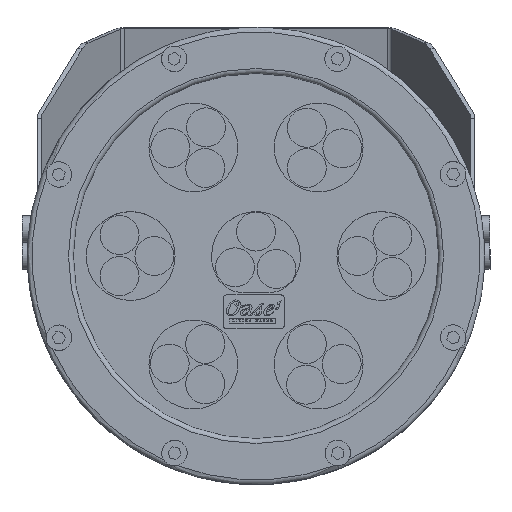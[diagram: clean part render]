
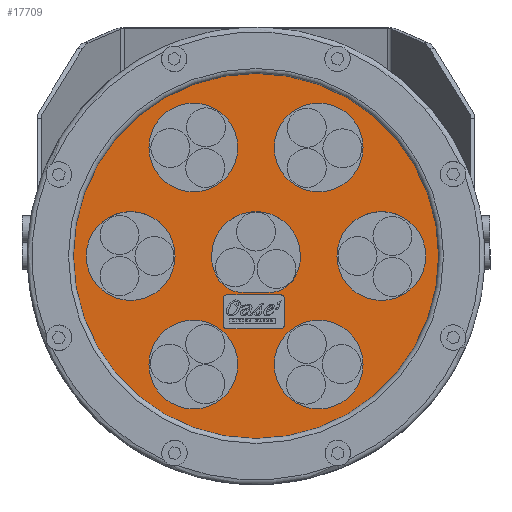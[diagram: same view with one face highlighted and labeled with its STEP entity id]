
A CAD part, top view. The second image highlights one B-rep face of the part: STEP entity #17709.
In plain terms, the highlighted planar face has unit normal (0, 0, 1).
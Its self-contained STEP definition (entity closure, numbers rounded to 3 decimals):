
#1245=LINE($,#26067,#2964);
#1248=LINE($,#26075,#2967);
#1270=LINE($,#26364,#2989);
#1272=LINE($,#26370,#2991);
#1544=LINE($,#27628,#3263);
#2964=VECTOR($,#20406,22.05);
#2967=VECTOR($,#20415,10.71);
#2989=VECTOR($,#20449,22.05);
#2991=VECTOR($,#20457,10.71);
#3263=VECTOR($,#20933,10.662);
#4662=PLANE($,#18721);
#5286=FACE_BOUND($,#6715,.T.);
#5287=FACE_BOUND($,#6716,.T.);
#5288=FACE_BOUND($,#6717,.T.);
#5289=FACE_BOUND($,#6718,.T.);
#5290=FACE_BOUND($,#6719,.T.);
#5291=FACE_BOUND($,#6720,.T.);
#5292=FACE_BOUND($,#6721,.T.);
#5293=FACE_BOUND($,#6722,.T.);
#5294=FACE_BOUND($,#6723,.T.);
#6715=EDGE_LOOP($,(#13414));
#6716=EDGE_LOOP($,(#13415));
#6717=EDGE_LOOP($,(#13416));
#6718=EDGE_LOOP($,(#13417,#13418,#13419,#13420));
#6719=EDGE_LOOP($,(#13421));
#6720=EDGE_LOOP($,(#13422));
#6721=EDGE_LOOP($,(#13423));
#6722=EDGE_LOOP($,(#13424));
#6723=EDGE_LOOP($,(#13425,#13426,#13427,#13428,#13429,#13430,#13431,#13432));
#7684=CIRCLE($,#18612,1.575);
#7685=CIRCLE($,#18615,1.575);
#7686=CIRCLE($,#18621,1.575);
#7687=CIRCLE($,#18624,1.575);
#7688=CIRCLE($,#18722,18.25);
#7689=CIRCLE($,#18723,18.25);
#7690=CIRCLE($,#18724,18.25);
#7691=CIRCLE($,#18725,12.253);
#7692=CIRCLE($,#18726,18.25);
#7693=CIRCLE($,#18727,12.253);
#7694=CIRCLE($,#18728,18.25);
#7695=CIRCLE($,#18729,18.25);
#7696=CIRCLE($,#18730,18.25);
#7697=CIRCLE($,#18731,75.035);
#8403=VERTEX_POINT($,#26059);
#8404=VERTEX_POINT($,#26061);
#8405=VERTEX_POINT($,#26065);
#8406=VERTEX_POINT($,#26069);
#8407=VERTEX_POINT($,#26073);
#8424=VERTEX_POINT($,#26358);
#8425=VERTEX_POINT($,#26362);
#8426=VERTEX_POINT($,#26366);
#8649=VERTEX_POINT($,#27615);
#8650=VERTEX_POINT($,#27617);
#8651=VERTEX_POINT($,#27619);
#8652=VERTEX_POINT($,#27621);
#8653=VERTEX_POINT($,#27622);
#8654=VERTEX_POINT($,#27624);
#8655=VERTEX_POINT($,#27626);
#8656=VERTEX_POINT($,#27629);
#8657=VERTEX_POINT($,#27631);
#8658=VERTEX_POINT($,#27633);
#8659=VERTEX_POINT($,#27635);
#10054=EDGE_CURVE($,#8404,#8403,#7684,.T.);
#10057=EDGE_CURVE($,#8403,#8405,#1245,.T.);
#10059=EDGE_CURVE($,#8405,#8406,#7685,.T.);
#10061=EDGE_CURVE($,#8406,#8407,#1248,.T.);
#10100=EDGE_CURVE($,#8407,#8424,#7686,.T.);
#10102=EDGE_CURVE($,#8424,#8425,#1270,.T.);
#10104=EDGE_CURVE($,#8425,#8426,#7687,.T.);
#10105=EDGE_CURVE($,#8426,#8404,#1272,.T.);
#10439=EDGE_CURVE($,#8649,#8649,#7688,.T.);
#10440=EDGE_CURVE($,#8650,#8650,#7689,.T.);
#10441=EDGE_CURVE($,#8651,#8651,#7690,.T.);
#10442=EDGE_CURVE($,#8652,#8653,#7691,.T.);
#10443=EDGE_CURVE($,#8653,#8654,#7692,.T.);
#10444=EDGE_CURVE($,#8654,#8655,#7693,.T.);
#10445=EDGE_CURVE($,#8655,#8652,#1544,.T.);
#10446=EDGE_CURVE($,#8656,#8656,#7694,.T.);
#10447=EDGE_CURVE($,#8657,#8657,#7695,.T.);
#10448=EDGE_CURVE($,#8658,#8658,#7696,.T.);
#10449=EDGE_CURVE($,#8659,#8659,#7697,.T.);
#13414=ORIENTED_EDGE($,*,*,#10439,.T.);
#13415=ORIENTED_EDGE($,*,*,#10440,.T.);
#13416=ORIENTED_EDGE($,*,*,#10441,.T.);
#13417=ORIENTED_EDGE($,*,*,#10442,.T.);
#13418=ORIENTED_EDGE($,*,*,#10443,.T.);
#13419=ORIENTED_EDGE($,*,*,#10444,.T.);
#13420=ORIENTED_EDGE($,*,*,#10445,.T.);
#13421=ORIENTED_EDGE($,*,*,#10446,.T.);
#13422=ORIENTED_EDGE($,*,*,#10447,.T.);
#13423=ORIENTED_EDGE($,*,*,#10448,.T.);
#13424=ORIENTED_EDGE($,*,*,#10449,.T.);
#13425=ORIENTED_EDGE($,*,*,#10054,.T.);
#13426=ORIENTED_EDGE($,*,*,#10057,.T.);
#13427=ORIENTED_EDGE($,*,*,#10059,.T.);
#13428=ORIENTED_EDGE($,*,*,#10061,.T.);
#13429=ORIENTED_EDGE($,*,*,#10100,.T.);
#13430=ORIENTED_EDGE($,*,*,#10102,.T.);
#13431=ORIENTED_EDGE($,*,*,#10104,.T.);
#13432=ORIENTED_EDGE($,*,*,#10105,.T.);
#17709=ADVANCED_FACE($,(#5286,#5287,#5288,#5289,#5290,#5291,#5292,#5293,
#5294),#4662,.T.);
#18612=AXIS2_PLACEMENT_3D($,#26062,#20400,#20401);
#18615=AXIS2_PLACEMENT_3D($,#26071,#20410,#20411);
#18621=AXIS2_PLACEMENT_3D($,#26360,#20444,#20445);
#18624=AXIS2_PLACEMENT_3D($,#26368,#20453,#20454);
#18721=AXIS2_PLACEMENT_3D($,#27614,#20919,#20920);
#18722=AXIS2_PLACEMENT_3D($,#27616,#20921,#20922);
#18723=AXIS2_PLACEMENT_3D($,#27618,#20923,#20924);
#18724=AXIS2_PLACEMENT_3D($,#27620,#20925,#20926);
#18725=AXIS2_PLACEMENT_3D($,#27623,#20927,#20928);
#18726=AXIS2_PLACEMENT_3D($,#27625,#20929,#20930);
#18727=AXIS2_PLACEMENT_3D($,#27627,#20931,#20932);
#18728=AXIS2_PLACEMENT_3D($,#27630,#20934,#20935);
#18729=AXIS2_PLACEMENT_3D($,#27632,#20936,#20937);
#18730=AXIS2_PLACEMENT_3D($,#27634,#20938,#20939);
#18731=AXIS2_PLACEMENT_3D($,#27636,#20940,#20941);
#20400=DIRECTION('center_axis',(0.,0.,-1.));
#20401=DIRECTION('ref_axis',(0.,1.,0.));
#20406=DIRECTION($,(-1.,0.,0.));
#20410=DIRECTION('center_axis',(0.,0.,-1.));
#20411=DIRECTION('ref_axis',(1.,0.,0.));
#20415=DIRECTION($,(0.,1.,0.));
#20444=DIRECTION('center_axis',(0.,0.,-1.));
#20445=DIRECTION('ref_axis',(0.,-1.,0.));
#20449=DIRECTION($,(1.,0.,0.));
#20453=DIRECTION('center_axis',(0.,0.,-1.));
#20454=DIRECTION('ref_axis',(-1.,0.,0.));
#20457=DIRECTION($,(0.,-1.,0.));
#20919=DIRECTION('center_axis',(0.,0.,1.));
#20920=DIRECTION('ref_axis',(1.,0.,0.));
#20921=DIRECTION('center_axis',(0.,0.,-1.));
#20922=DIRECTION('ref_axis',(-1.,0.,0.));
#20923=DIRECTION('center_axis',(0.,0.,-1.));
#20924=DIRECTION('ref_axis',(-1.,0.,0.));
#20925=DIRECTION('center_axis',(0.,0.,-1.));
#20926=DIRECTION('ref_axis',(-1.,0.,0.));
#20927=DIRECTION('center_axis',(0.,0.,-1.));
#20928=DIRECTION('ref_axis',(0.889,0.458,0.));
#20929=DIRECTION('center_axis',(0.,0.,-1.));
#20930=DIRECTION('ref_axis',(-0.889,0.458,0.));
#20931=DIRECTION('center_axis',(0.,0.,-1.));
#20932=DIRECTION('ref_axis',(0.,1.,0.));
#20933=DIRECTION($,(-1.,0.,0.));
#20934=DIRECTION('center_axis',(0.,0.,-1.));
#20935=DIRECTION('ref_axis',(-1.,0.,0.));
#20936=DIRECTION('center_axis',(0.,0.,-1.));
#20937=DIRECTION('ref_axis',(-1.,0.,0.));
#20938=DIRECTION('center_axis',(0.,0.,-1.));
#20939=DIRECTION('ref_axis',(-1.,0.,0.));
#20940=DIRECTION('center_axis',(0.,0.,1.));
#20941=DIRECTION('ref_axis',(-1.,0.,0.));
#26059=CARTESIAN_POINT('',(10.088,-29.795,-4.5));
#26061=CARTESIAN_POINT('',(11.663,-28.22,-4.5));
#26062=CARTESIAN_POINT('Origin',(10.088,-28.22,-4.5));
#26065=CARTESIAN_POINT('',(-11.962,-29.795,-4.5));
#26067=CARTESIAN_POINT($,(5.044,-29.795,-4.5));
#26069=CARTESIAN_POINT('',(-13.537,-28.22,-4.5));
#26071=CARTESIAN_POINT('Origin',(-11.962,-28.22,-4.5));
#26073=CARTESIAN_POINT('',(-13.537,-17.51,-4.5));
#26075=CARTESIAN_POINT($,(-13.537,-14.11,-4.5));
#26358=CARTESIAN_POINT('',(-11.962,-15.935,-4.5));
#26360=CARTESIAN_POINT('Origin',(-11.962,-17.51,-4.5));
#26362=CARTESIAN_POINT('',(10.088,-15.935,-4.5));
#26364=CARTESIAN_POINT($,(-5.981,-15.935,-4.5));
#26366=CARTESIAN_POINT('',(11.663,-17.51,-4.5));
#26368=CARTESIAN_POINT('Origin',(10.088,-17.51,-4.5));
#26370=CARTESIAN_POINT($,(11.663,-8.755,-4.5));
#27614=CARTESIAN_POINT('Origin',(0.,0.,
-4.5));
#27615=CARTESIAN_POINT('',(-33.25,0.,-4.5));
#27616=CARTESIAN_POINT('Origin',(-51.5,0.,-4.5));
#27617=CARTESIAN_POINT('',(44.,-44.6,-4.5));
#27618=CARTESIAN_POINT('Origin',(25.75,-44.6,-4.5));
#27619=CARTESIAN_POINT('',(44.,44.6,-4.5));
#27620=CARTESIAN_POINT('Origin',(25.75,44.6,-4.5));
#27621=CARTESIAN_POINT('',(-5.331,-15.,-4.5));
#27622=CARTESIAN_POINT('',(-16.223,-8.36,-4.5));
#27623=CARTESIAN_POINT('Origin',(-5.331,-2.747,-4.5));
#27624=CARTESIAN_POINT('',(16.223,-8.36,-4.5));
#27625=CARTESIAN_POINT('Origin',(0.,0.,-4.5));
#27626=CARTESIAN_POINT('',(5.331,-15.,-4.5));
#27627=CARTESIAN_POINT('Origin',(5.331,-2.747,-4.5));
#27628=CARTESIAN_POINT($,(2.665,-15.,-4.5));
#27629=CARTESIAN_POINT('',(-7.5,44.6,-4.5));
#27630=CARTESIAN_POINT('Origin',(-25.75,44.6,-4.5));
#27631=CARTESIAN_POINT('',(69.75,0.,-4.5));
#27632=CARTESIAN_POINT('Origin',(51.5,0.,-4.5));
#27633=CARTESIAN_POINT('',(-7.5,-44.6,-4.5));
#27634=CARTESIAN_POINT('Origin',(-25.75,-44.6,-4.5));
#27635=CARTESIAN_POINT('',(75.035,0.,-4.5));
#27636=CARTESIAN_POINT('Origin',(0.,0.,-4.5));
